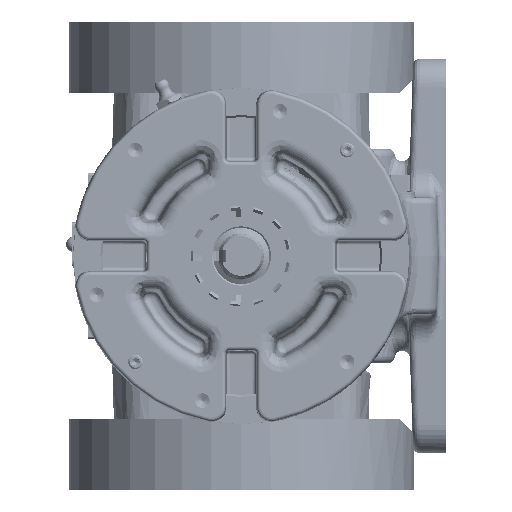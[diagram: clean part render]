
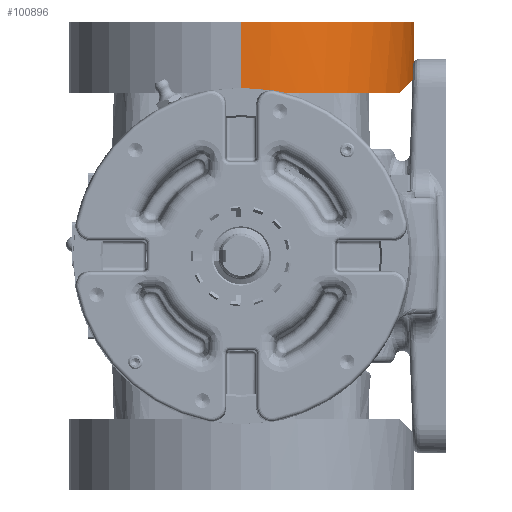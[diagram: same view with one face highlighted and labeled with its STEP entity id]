
A CAD part, left-side view. The second image highlights one B-rep face of the part: STEP entity #100896.
In plain terms, the highlighted cylindrical face has radius 75 mm (diameter 150 mm), a partial arc.
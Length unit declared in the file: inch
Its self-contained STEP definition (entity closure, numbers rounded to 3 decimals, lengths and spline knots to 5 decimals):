
#4336 = CARTESIAN_POINT ( 'NONE',  ( 4.78776, 0., 2.78 ) ) ;
#11389 = CARTESIAN_POINT ( 'NONE',  ( 3.02407, -2.70276, 2.78 ) ) ;
#26750 = CARTESIAN_POINT ( 'NONE',  ( -1.11776, 0., 2.78 ) ) ;
#27504 = EDGE_CURVE ( 'NONE', #184558, #347877, #81531, .T. ) ;
#41578 = DIRECTION ( 'NONE',  ( 1., 0., 0. ) ) ;
#45270 = DIRECTION ( 'NONE',  ( 0., 0., -1. ) ) ;
#46188 = CIRCLE ( 'NONE', #255404, 2.95276 ) ;
#46817 = DIRECTION ( 'NONE',  ( 1., 0., 0. ) ) ;
#52312 = CARTESIAN_POINT ( 'NONE',  ( 1.835, 0., 4. ) ) ;
#52526 = ORIENTED_EDGE ( 'NONE', *, *, #27504, .T. ) ;
#57926 = DIRECTION ( 'NONE',  ( 0., 0., -1. ) ) ;
#66207 = EDGE_CURVE ( 'NONE', #184558, #202028, #326124, .T. ) ;
#73653 = DIRECTION ( 'NONE',  ( 1., 0., 0. ) ) ;
#74892 = DIRECTION ( 'NONE',  ( 0., 0., -1. ) ) ;
#78235 = CARTESIAN_POINT ( 'NONE',  ( -1.11776, 0., 1.70972 ) ) ;
#81531 =( BOUNDED_CURVE ( )  B_SPLINE_CURVE ( 3, ( #324056, #121994, #267990, #11389 ),
 .UNSPECIFIED., .F., .T. ) 
 B_SPLINE_CURVE_WITH_KNOTS ( ( 4, 4 ),
 ( 2.72713, 3.55605 ),
 .UNSPECIFIED. ) 
 CURVE ( )  GEOMETRIC_REPRESENTATION_ITEM ( )  RATIONAL_B_SPLINE_CURVE ( ( 1., 0.944, 0.944, 1. ) ) 
 REPRESENTATION_ITEM ( '' )  );
#89154 = EDGE_CURVE ( 'NONE', #164367, #295018, #220825, .T. ) ;
#95547 = DIRECTION ( 'NONE',  ( 1., 0., 0. ) ) ;
#97619 = CARTESIAN_POINT ( 'NONE',  ( 4.78776, 0., 4. ) ) ;
#100896 = ADVANCED_FACE ( 'Defeatured_0_1975', ( #174302 ), #369004, .T. ) ;
#102610 = ORIENTED_EDGE ( 'NONE', *, *, #247646, .F. ) ;
#117180 = ORIENTED_EDGE ( 'NONE', *, *, #89154, .F. ) ;
#121994 = CARTESIAN_POINT ( 'NONE',  ( 1.41493, -3.04107, 3.11832 ) ) ;
#128985 = AXIS2_PLACEMENT_3D ( 'NONE', #302028, #189692, #73653 ) ;
#129485 = CARTESIAN_POINT ( 'NONE',  ( 1.835, 0., 2.78 ) ) ;
#160932 = CARTESIAN_POINT ( 'NONE',  ( 3.02407, -2.70276, 2.78 ) ) ;
#164367 = VERTEX_POINT ( 'NONE', #97619 ) ;
#170307 = EDGE_CURVE ( 'NONE', #197375, #202028, #278582, .T. ) ;
#174302 = FACE_OUTER_BOUND ( 'NONE', #307465, .T. ) ;
#183582 = CARTESIAN_POINT ( 'NONE',  ( 1.835, 0., 1.70972 ) ) ;
#184558 = VERTEX_POINT ( 'NONE', #184591 ) ;
#184591 = CARTESIAN_POINT ( 'NONE',  ( 0.64593, -2.70276, 2.78 ) ) ;
#186251 = VECTOR ( 'NONE', #57926, 39.37008 ) ;
#189692 = DIRECTION ( 'NONE',  ( 0., 0., -1. ) ) ;
#194218 = AXIS2_PLACEMENT_3D ( 'NONE', #129485, #45270, #41578 ) ;
#196454 = CARTESIAN_POINT ( 'NONE',  ( 4.78776, 0., 1.70972 ) ) ;
#197375 = VERTEX_POINT ( 'NONE', #222484 ) ;
#199805 = EDGE_CURVE ( 'NONE', #164367, #197375, #46188, .T. ) ;
#200408 = VECTOR ( 'NONE', #280422, 39.37008 ) ;
#202028 = VERTEX_POINT ( 'NONE', #26750 ) ;
#220825 = LINE ( 'NONE', #196454, #186251 ) ;
#222484 = CARTESIAN_POINT ( 'NONE',  ( -1.11776, 0., 4. ) ) ;
#226777 = ORIENTED_EDGE ( 'NONE', *, *, #199805, .T. ) ;
#247646 = EDGE_CURVE ( 'NONE', #295018, #347877, #325640, .T. ) ;
#250939 = ORIENTED_EDGE ( 'NONE', *, *, #170307, .T. ) ;
#255404 = AXIS2_PLACEMENT_3D ( 'NONE', #52312, #74892, #46817 ) ;
#267990 = CARTESIAN_POINT ( 'NONE',  ( 2.25507, -3.04107, 3.11832 ) ) ;
#278582 = LINE ( 'NONE', #78235, #200408 ) ;
#280422 = DIRECTION ( 'NONE',  ( 0., 0., -1. ) ) ;
#285573 = ORIENTED_EDGE ( 'NONE', *, *, #66207, .F. ) ;
#295018 = VERTEX_POINT ( 'NONE', #4336 ) ;
#302028 = CARTESIAN_POINT ( 'NONE',  ( 1.835, 0., 2.78 ) ) ;
#307465 = EDGE_LOOP ( 'NONE', ( #226777, #250939, #285573, #52526, #102610, #117180 ) ) ;
#324056 = CARTESIAN_POINT ( 'NONE',  ( 0.64593, -2.70276, 2.78 ) ) ;
#325640 = CIRCLE ( 'NONE', #194218, 2.95276 ) ;
#326124 = CIRCLE ( 'NONE', #128985, 2.95276 ) ;
#327531 = DIRECTION ( 'NONE',  ( 0., 0., -1. ) ) ;
#347877 = VERTEX_POINT ( 'NONE', #160932 ) ;
#349551 = AXIS2_PLACEMENT_3D ( 'NONE', #183582, #327531, #95547 ) ;
#369004 = CYLINDRICAL_SURFACE ( 'NONE', #349551, 2.95276 ) ;
